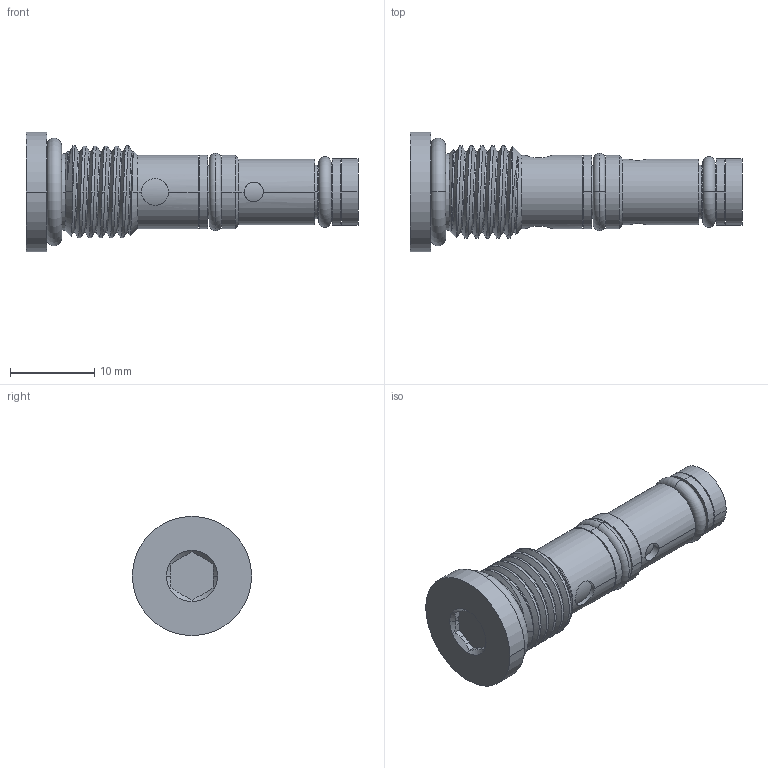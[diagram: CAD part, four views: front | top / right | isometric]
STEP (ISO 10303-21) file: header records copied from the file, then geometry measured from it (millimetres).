
FILE_DESCRIPTION (( 'STEP AP203' ), '1' );
FILE_NAME ('LS04WA30-N.STEP', '2023-04-12T03:29:23', ( '' ), ( '' ), 'SwSTEP 2.0', 'SolidWorks 2018', '' );
FILE_SCHEMA (( 'CONFIG_CONTROL_DESIGN' ));
Length unit declared in the file: millimetre
Products named in the file (1): LS04WA30-N
Bounding box: 39.5 x 14.18 x 14.18 mm (x, y, z)
Volume: 2678.1 mm3; surface area: 2014.1 mm2
Topology: 2 solids, 3 shells, 132 faces, 322 edges, 206 vertices
Faces by surface type: cylinder 67, plane 40, cone 14, torus 8, bspline 3
Entity records: 5750 total; most frequent: CARTESIAN_POINT 2648, ORIENTED_EDGE 644, DIRECTION 620, EDGE_CURVE 322, AXIS2_PLACEMENT_3D 246, VERTEX_POINT 206, EDGE_LOOP 146, ADVANCED_FACE 132
